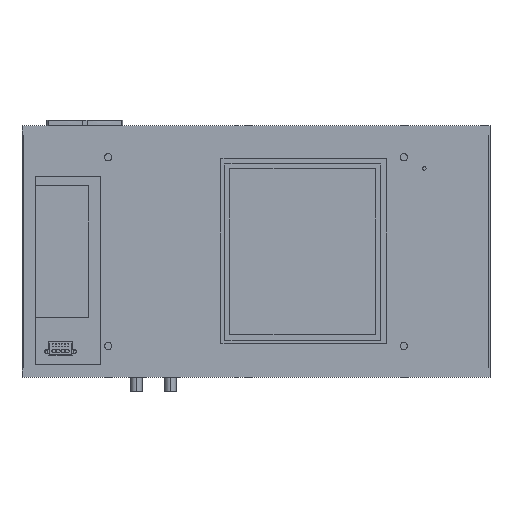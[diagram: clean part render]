
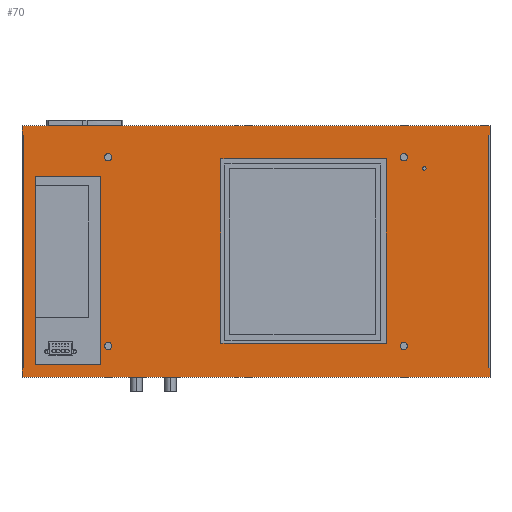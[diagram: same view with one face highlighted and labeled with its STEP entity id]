
A CAD part, front view. The second image highlights one B-rep face of the part: STEP entity #70.
In plain terms, the highlighted planar face has unit normal (0, -1, 0).
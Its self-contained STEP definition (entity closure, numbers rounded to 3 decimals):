
#70=ADVANCED_FACE('',(#661,#662,#663,#664,#665,#666,#667,#668),#669,.T.);
#661=FACE_OUTER_BOUND('',#1971,.T.);
#662=FACE_BOUND('',#1972,.T.);
#663=FACE_BOUND('',#1973,.T.);
#664=FACE_BOUND('',#1974,.T.);
#665=FACE_BOUND('',#1975,.T.);
#666=FACE_BOUND('',#1976,.T.);
#667=FACE_BOUND('',#1977,.T.);
#668=FACE_BOUND('',#1978,.T.);
#669=PLANE('',#1979);
#1971=EDGE_LOOP('',(#3562,#3563,#3564,#3565,#3566,#3567,#3568,#3569,#3570,#3571,#3572,#3573));
#1972=EDGE_LOOP('',(#3574,#3575,#3576,#3577));
#1973=EDGE_LOOP('',(#3578,#3579,#3580,#3581));
#1974=EDGE_LOOP('',(#3582,#3583));
#1975=EDGE_LOOP('',(#3584,#3585));
#1976=EDGE_LOOP('',(#3586,#3587));
#1977=EDGE_LOOP('',(#3588,#3589));
#1978=EDGE_LOOP('',(#3590,#3591));
#1979=AXIS2_PLACEMENT_3D('',#3592,#3593,#3594);
#3562=ORIENTED_EDGE('',*,*,#9055,.F.);
#3563=ORIENTED_EDGE('',*,*,#9056,.T.);
#3564=ORIENTED_EDGE('',*,*,#9057,.F.);
#3565=ORIENTED_EDGE('',*,*,#9044,.F.);
#3566=ORIENTED_EDGE('',*,*,#9054,.T.);
#3567=ORIENTED_EDGE('',*,*,#9058,.F.);
#3568=ORIENTED_EDGE('',*,*,#9059,.F.);
#3569=ORIENTED_EDGE('',*,*,#9048,.F.);
#3570=ORIENTED_EDGE('',*,*,#9060,.T.);
#3571=ORIENTED_EDGE('',*,*,#9061,.T.);
#3572=ORIENTED_EDGE('',*,*,#9062,.T.);
#3573=ORIENTED_EDGE('',*,*,#9063,.T.);
#3574=ORIENTED_EDGE('',*,*,#9064,.T.);
#3575=ORIENTED_EDGE('',*,*,#9065,.F.);
#3576=ORIENTED_EDGE('',*,*,#9066,.F.);
#3577=ORIENTED_EDGE('',*,*,#9067,.F.);
#3578=ORIENTED_EDGE('',*,*,#9068,.F.);
#3579=ORIENTED_EDGE('',*,*,#9069,.F.);
#3580=ORIENTED_EDGE('',*,*,#9070,.F.);
#3581=ORIENTED_EDGE('',*,*,#9071,.F.);
#3582=ORIENTED_EDGE('',*,*,#9072,.F.);
#3583=ORIENTED_EDGE('',*,*,#9073,.F.);
#3584=ORIENTED_EDGE('',*,*,#9074,.F.);
#3585=ORIENTED_EDGE('',*,*,#9075,.F.);
#3586=ORIENTED_EDGE('',*,*,#9076,.F.);
#3587=ORIENTED_EDGE('',*,*,#9077,.F.);
#3588=ORIENTED_EDGE('',*,*,#9078,.F.);
#3589=ORIENTED_EDGE('',*,*,#9079,.F.);
#3590=ORIENTED_EDGE('',*,*,#9080,.F.);
#3591=ORIENTED_EDGE('',*,*,#9081,.F.);
#3592=CARTESIAN_POINT('',(0.0,0.0,0.0));
#3593=DIRECTION('',(0.0,-1.0,0.0));
#3594=DIRECTION('',(0.0,0.0,-1.0));
#9044=EDGE_CURVE('',#10734,#10735,#10736,.T.);
#9048=EDGE_CURVE('',#10741,#10743,#10744,.T.);
#9054=EDGE_CURVE('',#10734,#10752,#10754,.T.);
#9055=EDGE_CURVE('',#10755,#10756,#10757,.T.);
#9056=EDGE_CURVE('',#10755,#10758,#10759,.T.);
#9057=EDGE_CURVE('',#10735,#10758,#10760,.T.);
#9058=EDGE_CURVE('',#10761,#10752,#10762,.T.);
#9059=EDGE_CURVE('',#10743,#10761,#10763,.T.);
#9060=EDGE_CURVE('',#10741,#10764,#10765,.T.);
#9061=EDGE_CURVE('',#10764,#10766,#10767,.T.);
#9062=EDGE_CURVE('',#10766,#10768,#10769,.T.);
#9063=EDGE_CURVE('',#10768,#10756,#10770,.T.);
#9064=EDGE_CURVE('',#10771,#10772,#10773,.T.);
#9065=EDGE_CURVE('',#10774,#10772,#10775,.T.);
#9066=EDGE_CURVE('',#10776,#10774,#10777,.T.);
#9067=EDGE_CURVE('',#10771,#10776,#10778,.T.);
#9068=EDGE_CURVE('',#10779,#10780,#10781,.T.);
#9069=EDGE_CURVE('',#10782,#10779,#10783,.T.);
#9070=EDGE_CURVE('',#10784,#10782,#10785,.T.);
#9071=EDGE_CURVE('',#10780,#10784,#10786,.T.);
#9072=EDGE_CURVE('',#10787,#10788,#10789,.T.);
#9073=EDGE_CURVE('',#10788,#10787,#10790,.T.);
#9074=EDGE_CURVE('',#10791,#10792,#10793,.T.);
#9075=EDGE_CURVE('',#10792,#10791,#10794,.T.);
#9076=EDGE_CURVE('',#10795,#10796,#10797,.T.);
#9077=EDGE_CURVE('',#10796,#10795,#10798,.T.);
#9078=EDGE_CURVE('',#10799,#10800,#10801,.T.);
#9079=EDGE_CURVE('',#10800,#10799,#10802,.T.);
#9080=EDGE_CURVE('',#10803,#10804,#10805,.T.);
#9081=EDGE_CURVE('',#10804,#10803,#10806,.T.);
#10734=VERTEX_POINT('',#13622);
#10735=VERTEX_POINT('',#13623);
#10736=LINE('',#13624,#13625);
#10741=VERTEX_POINT('',#13632);
#10743=VERTEX_POINT('',#13635);
#10744=LINE('',#13636,#13637);
#10752=VERTEX_POINT('',#13649);
#10754=LINE('',#13652,#13653);
#10755=VERTEX_POINT('',#13654);
#10756=VERTEX_POINT('',#13655);
#10757=LINE('',#13656,#13657);
#10758=VERTEX_POINT('',#13658);
#10759=LINE('',#13659,#13660);
#10760=LINE('',#13661,#13662);
#10761=VERTEX_POINT('',#13663);
#10762=LINE('',#13664,#13665);
#10763=LINE('',#13666,#13667);
#10764=VERTEX_POINT('',#13668);
#10765=LINE('',#13669,#13670);
#10766=VERTEX_POINT('',#13671);
#10767=LINE('',#13672,#13673);
#10768=VERTEX_POINT('',#13674);
#10769=LINE('',#13675,#13676);
#10770=LINE('',#13677,#13678);
#10771=VERTEX_POINT('',#13679);
#10772=VERTEX_POINT('',#13680);
#10773=LINE('',#13681,#13682);
#10774=VERTEX_POINT('',#13683);
#10775=LINE('',#13684,#13685);
#10776=VERTEX_POINT('',#13686);
#10777=LINE('',#13687,#13688);
#10778=LINE('',#13689,#13690);
#10779=VERTEX_POINT('',#13691);
#10780=VERTEX_POINT('',#13692);
#10781=LINE('',#13693,#13694);
#10782=VERTEX_POINT('',#13695);
#10783=LINE('',#13696,#13697);
#10784=VERTEX_POINT('',#13698);
#10785=LINE('',#13699,#13700);
#10786=LINE('',#13701,#13702);
#10787=VERTEX_POINT('',#13703);
#10788=VERTEX_POINT('',#13704);
#10789=CIRCLE('',#13705,1.75);
#10790=CIRCLE('',#13706,1.75);
#10791=VERTEX_POINT('',#13707);
#10792=VERTEX_POINT('',#13708);
#10793=CIRCLE('',#13709,3.75);
#10794=CIRCLE('',#13710,3.75);
#10795=VERTEX_POINT('',#13711);
#10796=VERTEX_POINT('',#13712);
#10797=CIRCLE('',#13713,3.75);
#10798=CIRCLE('',#13714,3.75);
#10799=VERTEX_POINT('',#13715);
#10800=VERTEX_POINT('',#13716);
#10801=CIRCLE('',#13717,3.75);
#10802=CIRCLE('',#13718,3.75);
#10803=VERTEX_POINT('',#13719);
#10804=VERTEX_POINT('',#13720);
#10805=CIRCLE('',#13721,3.75);
#10806=CIRCLE('',#13722,3.75);
#13622=CARTESIAN_POINT('',(0.0,0.0,249.0));
#13623=CARTESIAN_POINT('',(0.0,0.0,259.0));
#13624=CARTESIAN_POINT('',(0.0,0.0,249.0));
#13625=VECTOR('',#18488,10.0);
#13632=CARTESIAN_POINT('',(0.0,0.,0.0));
#13635=CARTESIAN_POINT('',(0.0,0.,10.0));
#13636=CARTESIAN_POINT('',(0.0,0.,0.0));
#13637=VECTOR('',#18492,10.0);
#13649=CARTESIAN_POINT('',(1.2,0.0,249.0));
#13652=CARTESIAN_POINT('',(0.0,0.0,249.0));
#13653=VECTOR('',#18498,1.2);
#13654=CARTESIAN_POINT('',(481.3,0.0,249.0));
#13655=CARTESIAN_POINT('',(480.1,0.0,249.0));
#13656=CARTESIAN_POINT('',(481.3,0.0,249.0));
#13657=VECTOR('',#18499,1.2);
#13658=CARTESIAN_POINT('',(481.3,0.0,259.0));
#13659=CARTESIAN_POINT('',(481.3,0.0,249.0));
#13660=VECTOR('',#18500,10.0);
#13661=CARTESIAN_POINT('',(0.0,0.0,259.0));
#13662=VECTOR('',#18501,481.3);
#13663=CARTESIAN_POINT('',(1.2,0.,10.0));
#13664=CARTESIAN_POINT('',(1.2,0.,10.0));
#13665=VECTOR('',#18502,239.0);
#13666=CARTESIAN_POINT('',(0.0,0.,10.0));
#13667=VECTOR('',#18503,1.2);
#13668=CARTESIAN_POINT('',(481.3,0.,0.0));
#13669=CARTESIAN_POINT('',(0.0,0.,0.0));
#13670=VECTOR('',#18504,481.3);
#13671=CARTESIAN_POINT('',(481.3,0.,10.0));
#13672=CARTESIAN_POINT('',(481.3,0.,0.0));
#13673=VECTOR('',#18505,10.0);
#13674=CARTESIAN_POINT('',(480.1,0.,10.0));
#13675=CARTESIAN_POINT('',(481.3,0.,10.0));
#13676=VECTOR('',#18506,1.2);
#13677=CARTESIAN_POINT('',(480.1,0.,10.0));
#13678=VECTOR('',#18507,239.0);
#13679=CARTESIAN_POINT('',(13.65,0.0,13.0));
#13680=CARTESIAN_POINT('',(13.65,0.0,207.0));
#13681=CARTESIAN_POINT('',(13.65,0.0,13.0));
#13682=VECTOR('',#18508,194.0);
#13683=CARTESIAN_POINT('',(80.65,0.0,207.0));
#13684=CARTESIAN_POINT('',(80.65,0.0,207.0));
#13685=VECTOR('',#18509,67.);
#13686=CARTESIAN_POINT('',(80.65,0.0,13.0));
#13687=CARTESIAN_POINT('',(80.65,0.0,13.0));
#13688=VECTOR('',#18510,194.0);
#13689=CARTESIAN_POINT('',(13.65,0.0,13.0));
#13690=VECTOR('',#18511,67.);
#13691=CARTESIAN_POINT('',(374.65,0.0,35.0));
#13692=CARTESIAN_POINT('',(374.65,0.0,225.0));
#13693=CARTESIAN_POINT('',(374.65,0.0,35.0));
#13694=VECTOR('',#18512,190.0);
#13695=CARTESIAN_POINT('',(204.65,0.0,35.0));
#13696=CARTESIAN_POINT('',(204.65,0.0,35.0));
#13697=VECTOR('',#18513,170.0);
#13698=CARTESIAN_POINT('',(204.65,0.0,225.0));
#13699=CARTESIAN_POINT('',(204.65,0.0,225.0));
#13700=VECTOR('',#18514,190.0);
#13701=CARTESIAN_POINT('',(374.65,0.0,225.0));
#13702=VECTOR('',#18515,170.0);
#13703=CARTESIAN_POINT('',(415.52,0.0,215.0));
#13704=CARTESIAN_POINT('',(412.02,0.0,215.0));
#13705=AXIS2_PLACEMENT_3D('',#18516,#18517,#18518);
#13706=AXIS2_PLACEMENT_3D('',#18519,#18520,#18521);
#13707=CARTESIAN_POINT('',(88.65,0.0,222.75));
#13708=CARTESIAN_POINT('',(88.65,0.0,230.25));
#13709=AXIS2_PLACEMENT_3D('',#18522,#18523,#18524);
#13710=AXIS2_PLACEMENT_3D('',#18525,#18526,#18527);
#13711=CARTESIAN_POINT('',(88.65,0.0,28.75));
#13712=CARTESIAN_POINT('',(88.65,0.0,36.25));
#13713=AXIS2_PLACEMENT_3D('',#18528,#18529,#18530);
#13714=AXIS2_PLACEMENT_3D('',#18531,#18532,#18533);
#13715=CARTESIAN_POINT('',(392.65,0.0,222.75));
#13716=CARTESIAN_POINT('',(392.65,0.0,230.25));
#13717=AXIS2_PLACEMENT_3D('',#18534,#18535,#18536);
#13718=AXIS2_PLACEMENT_3D('',#18537,#18538,#18539);
#13719=CARTESIAN_POINT('',(392.65,0.0,28.75));
#13720=CARTESIAN_POINT('',(392.65,0.0,36.25));
#13721=AXIS2_PLACEMENT_3D('',#18540,#18541,#18542);
#13722=AXIS2_PLACEMENT_3D('',#18543,#18544,#18545);
#18488=DIRECTION('',(0.0,0.0,1.0));
#18492=DIRECTION('',(0.0,0.0,1.0));
#18498=DIRECTION('',(1.0,0.0,0.0));
#18499=DIRECTION('',(-1.0,0.0,0.0));
#18500=DIRECTION('',(0.0,0.0,1.0));
#18501=DIRECTION('',(1.0,0.0,0.0));
#18502=DIRECTION('',(0.0,0.0,1.0));
#18503=DIRECTION('',(1.0,0.0,0.));
#18504=DIRECTION('',(1.0,0.0,0.0));
#18505=DIRECTION('',(0.0,0.0,1.0));
#18506=DIRECTION('',(-1.0,0.0,0.0));
#18507=DIRECTION('',(0.0,0.0,1.0));
#18508=DIRECTION('',(0.0,0.0,1.0));
#18509=DIRECTION('',(-1.0,0.0,0.0));
#18510=DIRECTION('',(0.0,0.0,1.0));
#18511=DIRECTION('',(1.0,0.0,0.0));
#18512=DIRECTION('',(0.0,0.0,1.0));
#18513=DIRECTION('',(1.0,0.0,0.0));
#18514=DIRECTION('',(0.0,0.0,-1.0));
#18515=DIRECTION('',(-1.0,0.0,0.0));
#18516=CARTESIAN_POINT('',(413.77,0.0,215.0));
#18517=DIRECTION('',(0.0,-1.0,0.0));
#18518=DIRECTION('',(1.0,0.0,0.0));
#18519=CARTESIAN_POINT('',(413.77,0.0,215.0));
#18520=DIRECTION('',(0.0,-1.0,-0.0));
#18521=DIRECTION('',(-1.0,0.0,0.));
#18522=CARTESIAN_POINT('',(88.65,0.0,226.5));
#18523=DIRECTION('',(0.0,-1.0,0.0));
#18524=DIRECTION('',(0.0,0.0,-1.0));
#18525=CARTESIAN_POINT('',(88.65,0.0,226.5));
#18526=DIRECTION('',(0.0,-1.0,0.0));
#18527=DIRECTION('',(0.0,0.0,1.0));
#18528=CARTESIAN_POINT('',(88.65,0.0,32.5));
#18529=DIRECTION('',(0.0,-1.0,0.0));
#18530=DIRECTION('',(0.0,0.0,-1.0));
#18531=CARTESIAN_POINT('',(88.65,0.0,32.5));
#18532=DIRECTION('',(0.0,-1.0,0.0));
#18533=DIRECTION('',(0.0,0.0,1.0));
#18534=CARTESIAN_POINT('',(392.65,0.0,226.5));
#18535=DIRECTION('',(0.0,-1.0,0.0));
#18536=DIRECTION('',(0.0,0.0,-1.0));
#18537=CARTESIAN_POINT('',(392.65,0.0,226.5));
#18538=DIRECTION('',(0.0,-1.0,0.0));
#18539=DIRECTION('',(0.,0.0,1.0));
#18540=CARTESIAN_POINT('',(392.65,0.0,32.5));
#18541=DIRECTION('',(0.0,-1.0,0.0));
#18542=DIRECTION('',(0.0,0.0,-1.0));
#18543=CARTESIAN_POINT('',(392.65,0.0,32.5));
#18544=DIRECTION('',(0.0,-1.0,0.0));
#18545=DIRECTION('',(0.0,0.0,1.0));
